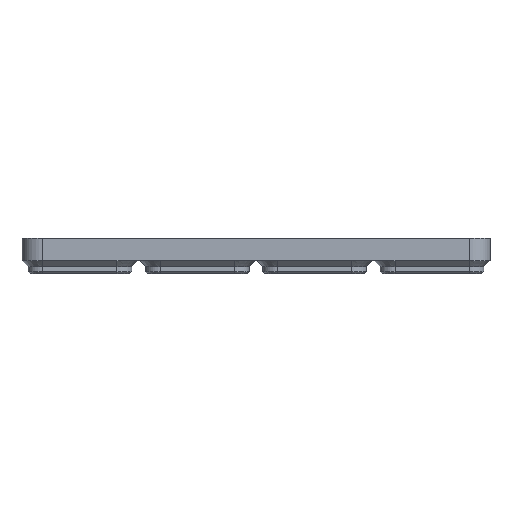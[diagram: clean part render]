
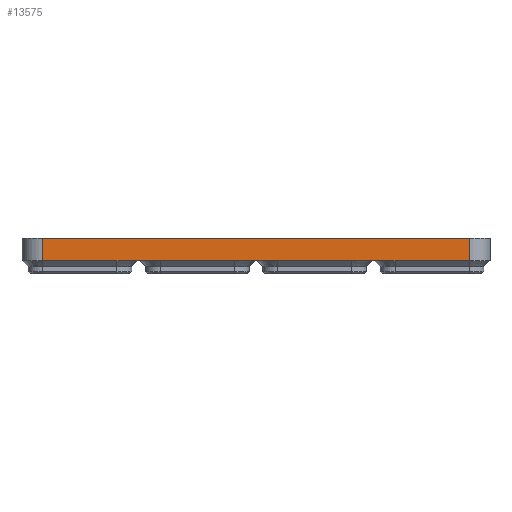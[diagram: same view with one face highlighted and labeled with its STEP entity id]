
A CAD part, left-side view. The second image highlights one B-rep face of the part: STEP entity #13575.
In plain terms, the highlighted planar face has unit normal (-1, 0, 0).
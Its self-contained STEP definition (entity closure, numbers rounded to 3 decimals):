
#623=LINE('',#20859,#1903);
#627=LINE('',#20875,#1907);
#631=LINE('',#20891,#1911);
#682=LINE('',#21067,#1962);
#683=LINE('',#21073,#1963);
#684=LINE('',#21076,#1964);
#685=LINE('',#21077,#1965);
#686=LINE('',#21078,#1966);
#687=LINE('',#21079,#1967);
#688=LINE('',#21080,#1968);
#1903=VECTOR('',#16272,1000.);
#1907=VECTOR('',#16284,1000.);
#1911=VECTOR('',#16296,1000.);
#1962=VECTOR('',#16435,1000.);
#1963=VECTOR('',#16442,1000.);
#1964=VECTOR('',#16443,1000.);
#1965=VECTOR('',#16444,1000.);
#1966=VECTOR('',#16445,1000.);
#1967=VECTOR('',#16446,1000.);
#1968=VECTOR('',#16447,1000.);
#3384=ORIENTED_EDGE('',*,*,#7511,.T.);
#3385=ORIENTED_EDGE('',*,*,#7512,.F.);
#3386=ORIENTED_EDGE('',*,*,#7508,.F.);
#3387=ORIENTED_EDGE('',*,*,#7513,.T.);
#3388=ORIENTED_EDGE('',*,*,#7418,.T.);
#3389=ORIENTED_EDGE('',*,*,#7514,.T.);
#3390=ORIENTED_EDGE('',*,*,#7410,.T.);
#3391=ORIENTED_EDGE('',*,*,#7515,.T.);
#3392=ORIENTED_EDGE('',*,*,#7402,.T.);
#3393=ORIENTED_EDGE('',*,*,#7516,.T.);
#7402=EDGE_CURVE('',#9471,#9470,#623,.T.);
#7410=EDGE_CURVE('',#9479,#9478,#627,.T.);
#7418=EDGE_CURVE('',#9487,#9486,#631,.T.);
#7508=EDGE_CURVE('',#9568,#9569,#682,.T.);
#7511=EDGE_CURVE('',#9570,#9571,#683,.T.);
#7512=EDGE_CURVE('',#9569,#9571,#684,.T.);
#7513=EDGE_CURVE('',#9568,#9487,#685,.T.);
#7514=EDGE_CURVE('',#9486,#9479,#686,.T.);
#7515=EDGE_CURVE('',#9478,#9471,#687,.T.);
#7516=EDGE_CURVE('',#9470,#9570,#688,.T.);
#9470=VERTEX_POINT('',#20858);
#9471=VERTEX_POINT('',#20860);
#9478=VERTEX_POINT('',#20874);
#9479=VERTEX_POINT('',#20876);
#9486=VERTEX_POINT('',#20890);
#9487=VERTEX_POINT('',#20892);
#9568=VERTEX_POINT('',#21068);
#9569=VERTEX_POINT('',#21069);
#9570=VERTEX_POINT('',#21074);
#9571=VERTEX_POINT('',#21075);
#11236=EDGE_LOOP('',(#3384,#3385,#3386,#3387,#3388,#3389,#3390,#3391,#3392,
#3393));
#12198=FACE_BOUND('',#11236,.T.);
#13149=PLANE('',#14544);
#13575=ADVANCED_FACE('',(#12198),#13149,.T.);
#14544=AXIS2_PLACEMENT_3D('',#21072,#16440,#16441);
#16272=DIRECTION('',(0.,-1.,0.));
#16284=DIRECTION('',(0.,-1.,0.));
#16296=DIRECTION('',(0.,-1.,0.));
#16435=DIRECTION('',(0.,0.,1.));
#16440=DIRECTION('',(-1.,0.,0.));
#16441=DIRECTION('',(0.,0.,1.));
#16442=DIRECTION('',(0.,0.,1.));
#16443=DIRECTION('',(0.,-1.,0.));
#16444=DIRECTION('',(0.,-1.,0.));
#16445=DIRECTION('',(0.,-1.,0.));
#16446=DIRECTION('',(0.,-1.,0.));
#16447=DIRECTION('',(0.,-1.,0.));
#20858=CARTESIAN_POINT('',(-83.75,-49.75,-1.));
#20859=CARTESIAN_POINT('',(-83.75,0.,-1.));
#20860=CARTESIAN_POINT('',(-83.75,-34.25,-1.));
#20874=CARTESIAN_POINT('',(-83.75,-7.75,-1.));
#20875=CARTESIAN_POINT('',(-83.75,0.,-1.));
#20876=CARTESIAN_POINT('',(-83.75,7.75,-1.));
#20890=CARTESIAN_POINT('',(-83.75,34.25,-1.));
#20891=CARTESIAN_POINT('',(-83.75,0.,-1.));
#20892=CARTESIAN_POINT('',(-83.75,49.75,-1.));
#21067=CARTESIAN_POINT('',(-83.75,76.25,-1.));
#21068=CARTESIAN_POINT('',(-83.75,76.25,-1.));
#21069=CARTESIAN_POINT('',(-83.75,76.25,7.));
#21072=CARTESIAN_POINT('',(-83.75,0.,-1.));
#21073=CARTESIAN_POINT('',(-83.75,-76.25,-1.));
#21074=CARTESIAN_POINT('',(-83.75,-76.25,-1.));
#21075=CARTESIAN_POINT('',(-83.75,-76.25,7.));
#21076=CARTESIAN_POINT('',(-83.75,0.,7.));
#21077=CARTESIAN_POINT('',(-83.75,0.,-1.));
#21078=CARTESIAN_POINT('',(-83.75,84.,-1.));
#21079=CARTESIAN_POINT('',(-83.75,42.,-1.));
#21080=CARTESIAN_POINT('',(-83.75,0.,-1.));
